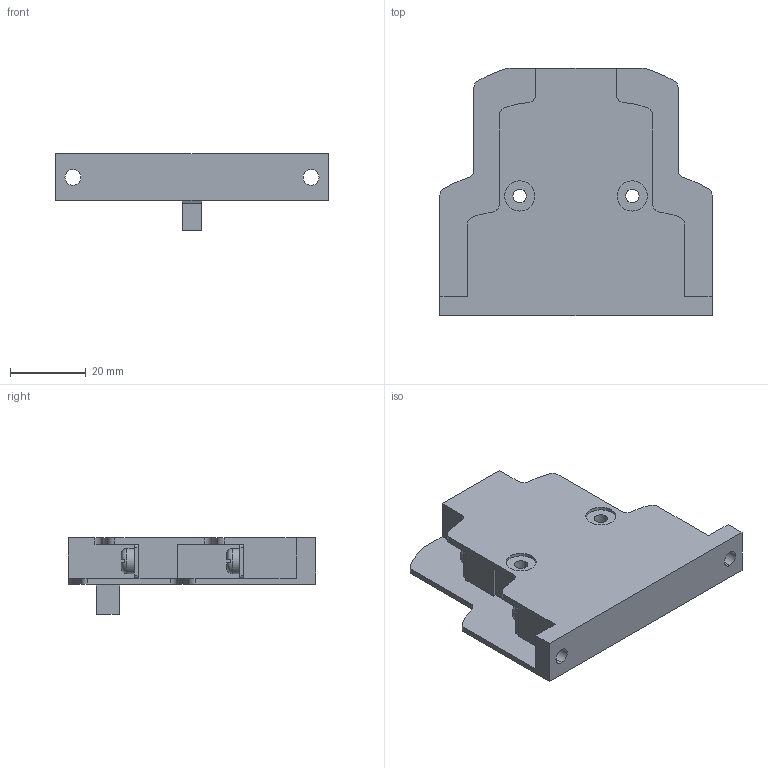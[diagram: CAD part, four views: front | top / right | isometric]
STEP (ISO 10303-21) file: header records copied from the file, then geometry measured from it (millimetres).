
FILE_DESCRIPTION (( 'STEP AP203' ), '1' );
FILE_NAME ('HMX3-AUX11-S.step', '2022-11-01T18:16:34', ( '' ), ( '' ), 'SwSTEP 2.0', 'SolidWorks 2021', '' );
FILE_SCHEMA (( 'CONFIG_CONTROL_DESIGN' ));
Length unit declared in the file: inch
Products named in the file (1): HMX3-AUX11-S
Bounding box: 72 x 65.5 x 20.3 mm (x, y, z)
Volume: 35866 mm3; surface area: 14229.4 mm2
Topology: 5 solids, 5 shells, 211 faces, 556 edges, 368 vertices
Faces by surface type: plane 137, cylinder 50, bspline 16, torus 8
Entity records: 9069 total; most frequent: CARTESIAN_POINT 3876, ORIENTED_EDGE 1112, DIRECTION 976, EDGE_CURVE 556, VERTEX_POINT 368, AXIS2_PLACEMENT_3D 328, VECTOR 320, LINE 320
